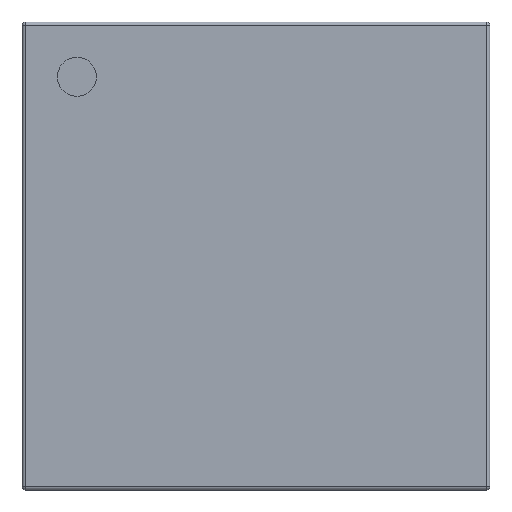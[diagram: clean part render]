
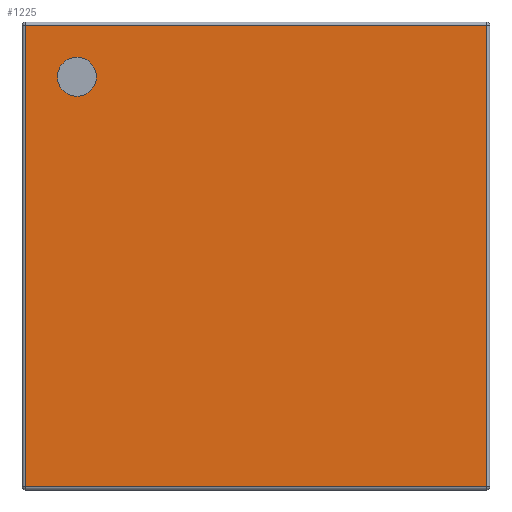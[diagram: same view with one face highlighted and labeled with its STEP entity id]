
A CAD part, top view. The second image highlights one B-rep face of the part: STEP entity #1225.
In plain terms, the highlighted planar face has unit normal (0, 0, 1).
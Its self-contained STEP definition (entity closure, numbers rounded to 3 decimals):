
#61=FACE_BOUND('',#486,.T.);
#65=PLANE('',#1321);
#114=LINE('',#1774,#254);
#118=LINE('',#1790,#258);
#120=LINE('',#1793,#260);
#122=LINE('',#1796,#262);
#254=VECTOR('',#1437,10.);
#258=VECTOR('',#1455,10.);
#260=VECTOR('',#1459,10.);
#262=VECTOR('',#1463,10.);
#419=FACE_OUTER_BOUND('',#485,.T.);
#485=EDGE_LOOP('',(#927,#928,#929,#930));
#486=EDGE_LOOP('',(#931));
#555=CIRCLE('',#1322,0.125);
#574=VERTEX_POINT('',#1736);
#579=VERTEX_POINT('',#1749);
#584=VERTEX_POINT('',#1762);
#589=VERTEX_POINT('',#1778);
#609=VERTEX_POINT('',#1835);
#703=EDGE_CURVE('',#574,#584,#114,.T.);
#711=EDGE_CURVE('',#584,#589,#118,.T.);
#713=EDGE_CURVE('',#589,#579,#120,.T.);
#715=EDGE_CURVE('',#579,#574,#122,.T.);
#735=EDGE_CURVE('',#609,#609,#555,.T.);
#927=ORIENTED_EDGE('',*,*,#703,.F.);
#928=ORIENTED_EDGE('',*,*,#715,.F.);
#929=ORIENTED_EDGE('',*,*,#713,.F.);
#930=ORIENTED_EDGE('',*,*,#711,.F.);
#931=ORIENTED_EDGE('',*,*,#735,.T.);
#1225=ADVANCED_FACE('',(#419,#61),#65,.T.);
#1321=AXIS2_PLACEMENT_3D('',#1834,#1487,#1488);
#1322=AXIS2_PLACEMENT_3D('',#1836,#1489,#1490);
#1437=DIRECTION('',(-1.,0.,0.));
#1455=DIRECTION('',(0.,1.,0.));
#1459=DIRECTION('',(1.,0.,0.));
#1463=DIRECTION('',(0.,-1.,0.));
#1487=DIRECTION('center_axis',(0.,0.,1.));
#1488=DIRECTION('ref_axis',(1.,0.,0.));
#1489=DIRECTION('center_axis',(0.,0.,-1.));
#1490=DIRECTION('ref_axis',(-1.,0.,0.));
#1736=CARTESIAN_POINT('',(1.48,-1.48,0.85));
#1749=CARTESIAN_POINT('',(1.48,1.48,0.85));
#1762=CARTESIAN_POINT('',(-1.48,-1.48,0.85));
#1774=CARTESIAN_POINT('',(-0.75,-1.48,0.85));
#1778=CARTESIAN_POINT('',(-1.48,1.48,0.85));
#1790=CARTESIAN_POINT('',(-1.48,0.75,0.85));
#1793=CARTESIAN_POINT('',(0.75,1.48,0.85));
#1796=CARTESIAN_POINT('',(1.48,-0.75,0.85));
#1834=CARTESIAN_POINT('Origin',(0.,0.,0.85));
#1835=CARTESIAN_POINT('',(-1.024,1.149,0.85));
#1836=CARTESIAN_POINT('Origin',(-1.149,1.149,0.85));
